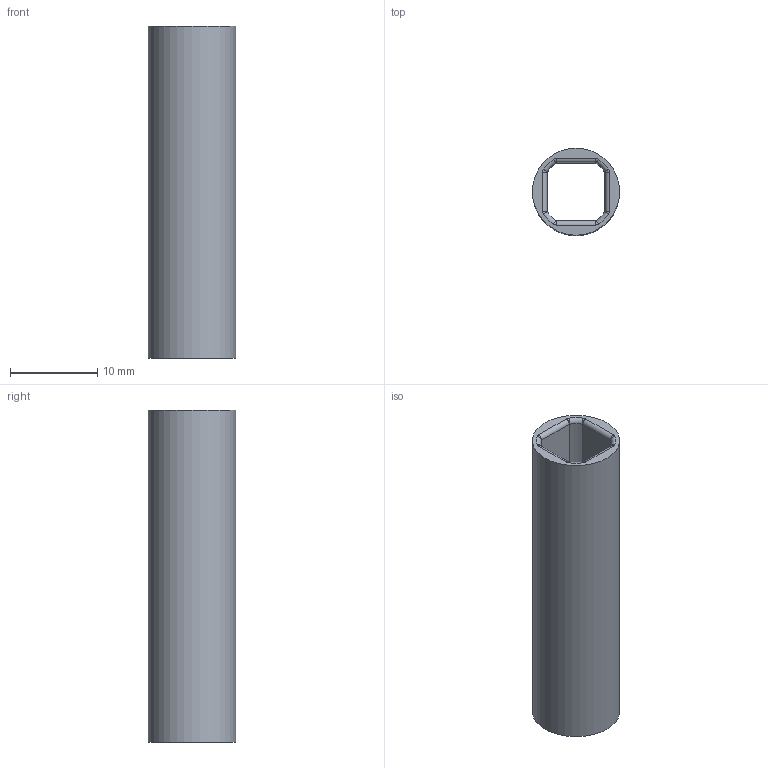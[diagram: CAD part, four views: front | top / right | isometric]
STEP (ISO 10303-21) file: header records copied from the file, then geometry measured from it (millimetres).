
FILE_DESCRIPTION(/* description */ (''),/* implementation_level */ '2;1');
FILE_NAME(/* name */ 'Intake spacer 1.375in.step',/* time_stamp */ '2024-06-27T21:46:14-05:00',/* author */ (''),/* organization */ (''),/* preprocessor_version */ 'ST-DEVELOPER v20',/* originating_system */ 'Autodesk Translation Framework v13.14.0.145',/* authorisation */ '');
FILE_SCHEMA (('AUTOMOTIVE_DESIGN { 1 0 10303 214 3 1 1 }'));
Length unit declared in the file: inch
Products named in the file (3): Intake Spacer 1.375"; Intake Spacer 0.5" v2; Intake Spacer 2" v2
Assembly tree (2 placements, depth 3):
  Intake Spacer 1.375"
    Intake Spacer 0.5" v2
      Intake Spacer 2" v2
Bounding box: 10 x 10 x 38.1 mm (x, y, z)
Volume: 1377.5 mm3; surface area: 2179.6 mm2
Topology: 1 solids, 1 shells, 51 faces, 115 edges, 66 vertices
Faces by surface type: torus 24, cylinder 21, plane 6
Full cylindrical faces by diameter (mm): 10 x1
Entity records: 1510 total; most frequent: DIRECTION 309, CARTESIAN_POINT 237, ORIENTED_EDGE 230, AXIS2_PLACEMENT_3D 138, EDGE_CURVE 115, CIRCLE 82, VERTEX_POINT 66, EDGE_LOOP 53
